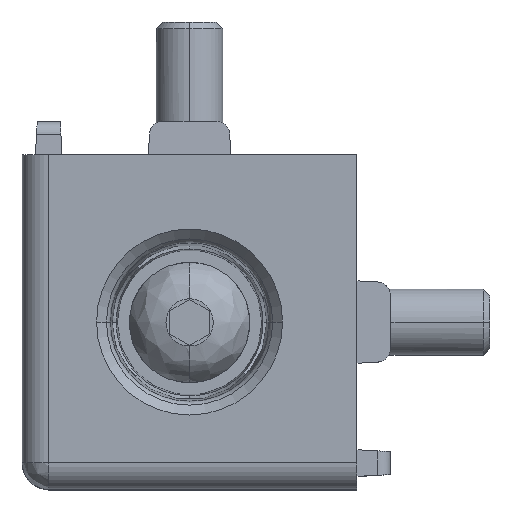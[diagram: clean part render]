
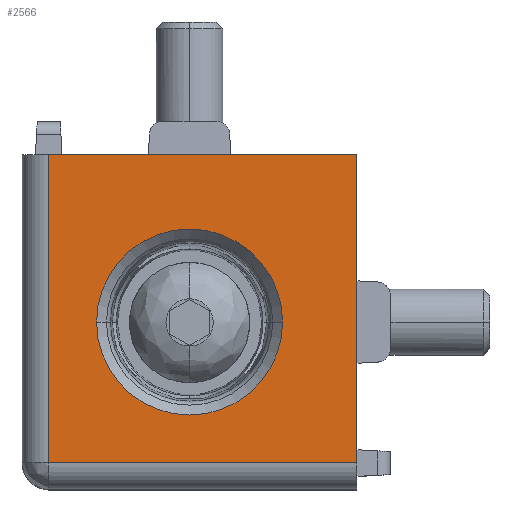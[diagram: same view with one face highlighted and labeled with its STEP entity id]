
A CAD part, top view. The second image highlights one B-rep face of the part: STEP entity #2566.
In plain terms, the highlighted planar face has unit normal (0, 0, 1).
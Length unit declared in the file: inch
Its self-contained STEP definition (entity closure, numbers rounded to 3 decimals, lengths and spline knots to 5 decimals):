
#448 = CARTESIAN_POINT ( 'NONE',  ( -0.49606, 0.49606, 0.49606 ) ) ;
#488 = CIRCLE ( 'NONE', #11538, 0.27559 ) ;
#1096 = PLANE ( 'NONE',  #2525 ) ;
#1616 = EDGE_CURVE ( 'NONE', #8080, #13557, #9039, .T. ) ;
#1774 = FACE_BOUND ( 'NONE', #7389, .T. ) ;
#2223 = ORIENTED_EDGE ( 'NONE', *, *, #11025, .T. ) ;
#2525 = AXIS2_PLACEMENT_3D ( 'NONE', #3497, #11727, #4650 ) ;
#2566 = ADVANCED_FACE ( 'NONE', ( #11305, #1774 ), #1096, .T. ) ;
#2815 = DIRECTION ( 'NONE',  ( -1., 0., 0. ) ) ;
#3094 = DIRECTION ( 'NONE',  ( 0., 1., 0. ) ) ;
#3106 = CARTESIAN_POINT ( 'NONE',  ( 0.49606, 0.49606, 0.49606 ) ) ;
#3497 = CARTESIAN_POINT ( 'NONE',  ( -0.49606, -0.49606, 0.49606 ) ) ;
#3554 = ORIENTED_EDGE ( 'NONE', *, *, #11742, .T. ) ;
#4173 = CIRCLE ( 'NONE', #7997, 0.27559 ) ;
#4441 = ORIENTED_EDGE ( 'NONE', *, *, #7819, .T. ) ;
#4512 = DIRECTION ( 'NONE',  ( 0., 0., -1. ) ) ;
#4607 = CARTESIAN_POINT ( 'NONE',  ( -0.27559, 0., 0.49606 ) ) ;
#4650 = DIRECTION ( 'NONE',  ( 1., 0., 0. ) ) ;
#4954 = CARTESIAN_POINT ( 'NONE',  ( -0.41732, 0.49606, 0.49606 ) ) ;
#5456 = CARTESIAN_POINT ( 'NONE',  ( -0.49606, -0.41732, 0.49606 ) ) ;
#5475 = EDGE_CURVE ( 'NONE', #8080, #13119, #6653, .T. ) ;
#5714 = VECTOR ( 'NONE', #3094, 39.37008 ) ;
#5911 = CARTESIAN_POINT ( 'NONE',  ( 0.49606, -0.41732, 0.49606 ) ) ;
#6281 = CARTESIAN_POINT ( 'NONE',  ( -0.41732, -0.49606, 0.49606 ) ) ;
#6297 = VECTOR ( 'NONE', #14519, 39.37008 ) ;
#6526 = ORIENTED_EDGE ( 'NONE', *, *, #13706, .T. ) ;
#6653 = LINE ( 'NONE', #6281, #6297 ) ;
#6883 = CARTESIAN_POINT ( 'NONE',  ( 0., 0., 0.49606 ) ) ;
#7389 = EDGE_LOOP ( 'NONE', ( #3554, #2223 ) ) ;
#7819 = EDGE_CURVE ( 'NONE', #13557, #12197, #14745, .T. ) ;
#7997 = AXIS2_PLACEMENT_3D ( 'NONE', #11571, #4512, #12768 ) ;
#8004 = DIRECTION ( 'NONE',  ( 1., 0., 0. ) ) ;
#8080 = VERTEX_POINT ( 'NONE', #13742 ) ;
#8102 = ORIENTED_EDGE ( 'NONE', *, *, #1616, .T. ) ;
#9039 = LINE ( 'NONE', #5456, #14470 ) ;
#9078 = LINE ( 'NONE', #448, #14114 ) ;
#11025 = EDGE_CURVE ( 'NONE', #14642, #12800, #4173, .T. ) ;
#11261 = ORIENTED_EDGE ( 'NONE', *, *, #5475, .F. ) ;
#11267 = CARTESIAN_POINT ( 'NONE',  ( 0.49606, 0.49606, 0.49606 ) ) ;
#11305 = FACE_OUTER_BOUND ( 'NONE', #12987, .T. ) ;
#11538 = AXIS2_PLACEMENT_3D ( 'NONE', #6883, #15128, #8004 ) ;
#11571 = CARTESIAN_POINT ( 'NONE',  ( 0., 0., 0.49606 ) ) ;
#11727 = DIRECTION ( 'NONE',  ( 0., 0., 1. ) ) ;
#11742 = EDGE_CURVE ( 'NONE', #12800, #14642, #488, .T. ) ;
#12197 = VERTEX_POINT ( 'NONE', #3106 ) ;
#12507 = DIRECTION ( 'NONE',  ( 1., 0., 0. ) ) ;
#12510 = CARTESIAN_POINT ( 'NONE',  ( 0.27559, 0., 0.49606 ) ) ;
#12768 = DIRECTION ( 'NONE',  ( 1., 0., 0. ) ) ;
#12800 = VERTEX_POINT ( 'NONE', #12510 ) ;
#12987 = EDGE_LOOP ( 'NONE', ( #4441, #6526, #11261, #8102 ) ) ;
#13119 = VERTEX_POINT ( 'NONE', #4954 ) ;
#13557 = VERTEX_POINT ( 'NONE', #5911 ) ;
#13706 = EDGE_CURVE ( 'NONE', #12197, #13119, #9078, .T. ) ;
#13742 = CARTESIAN_POINT ( 'NONE',  ( -0.41732, -0.41732, 0.49606 ) ) ;
#14114 = VECTOR ( 'NONE', #2815, 39.37008 ) ;
#14470 = VECTOR ( 'NONE', #12507, 39.37008 ) ;
#14519 = DIRECTION ( 'NONE',  ( 0., 1., 0. ) ) ;
#14642 = VERTEX_POINT ( 'NONE', #4607 ) ;
#14745 = LINE ( 'NONE', #11267, #5714 ) ;
#15128 = DIRECTION ( 'NONE',  ( 0., 0., -1. ) ) ;
